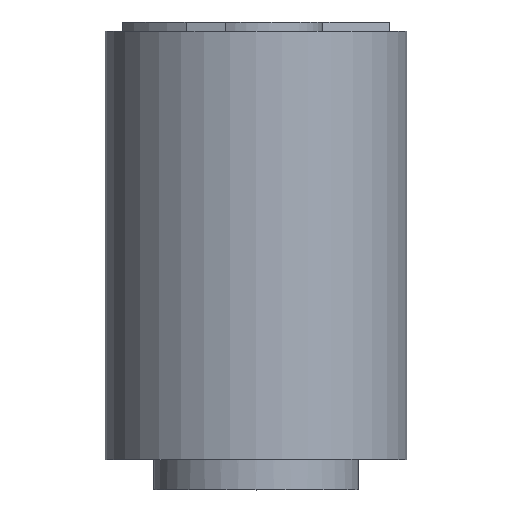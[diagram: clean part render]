
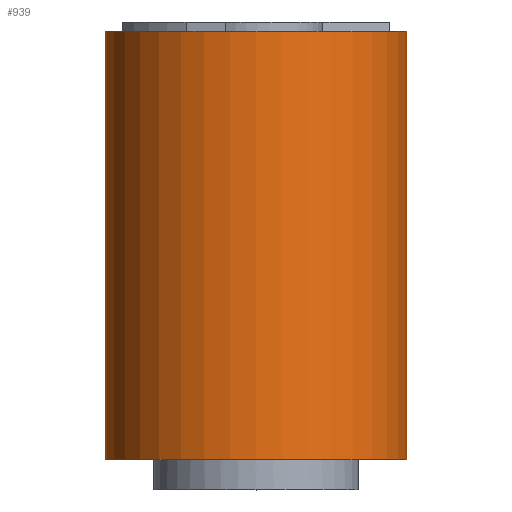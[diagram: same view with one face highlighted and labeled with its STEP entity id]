
A CAD part, top view. The second image highlights one B-rep face of the part: STEP entity #939.
In plain terms, the highlighted cylindrical face has radius 25.025 mm (diameter 50.05 mm), a full revolution.
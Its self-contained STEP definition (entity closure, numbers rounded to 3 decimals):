
#107=FACE_OUTER_BOUND('',#165,.T.);
#165=EDGE_LOOP('',(#802,#803,#804,#805));
#245=LINE('',#1582,#325);
#325=VECTOR('',#1296,25.025);
#367=CIRCLE('',#1020,25.025);
#382=CIRCLE('',#1049,25.025);
#437=VERTEX_POINT('',#1503);
#462=VERTEX_POINT('',#1581);
#543=EDGE_CURVE('',#437,#437,#367,.T.);
#582=EDGE_CURVE('',#437,#462,#245,.T.);
#583=EDGE_CURVE('',#462,#462,#382,.T.);
#802=ORIENTED_EDGE('',*,*,#543,.F.);
#803=ORIENTED_EDGE('',*,*,#582,.T.);
#804=ORIENTED_EDGE('',*,*,#583,.F.);
#805=ORIENTED_EDGE('',*,*,#582,.F.);
#895=CYLINDRICAL_SURFACE('',#1048,25.025);
#939=ADVANCED_FACE('',(#107),#895,.T.);
#1020=AXIS2_PLACEMENT_3D('',#1504,#1214,#1215);
#1048=AXIS2_PLACEMENT_3D('',#1580,#1294,#1295);
#1049=AXIS2_PLACEMENT_3D('',#1583,#1297,#1298);
#1214=DIRECTION('center_axis',(0.,1.,0.));
#1215=DIRECTION('ref_axis',(1.,0.,0.));
#1294=DIRECTION('center_axis',(0.,1.,0.));
#1295=DIRECTION('ref_axis',(1.,0.,0.));
#1296=DIRECTION('',(0.,-1.,0.));
#1297=DIRECTION('center_axis',(0.,-1.,0.));
#1298=DIRECTION('ref_axis',(1.,0.,0.));
#1503=CARTESIAN_POINT('',(-25.025,69.,0.));
#1504=CARTESIAN_POINT('Origin',(0.,69.,0.));
#1580=CARTESIAN_POINT('Origin',(0.,-2.,0.));
#1581=CARTESIAN_POINT('',(-25.025,-2.,0.));
#1582=CARTESIAN_POINT('',(-25.025,-2.,0.));
#1583=CARTESIAN_POINT('Origin',(0.,-2.,0.));
